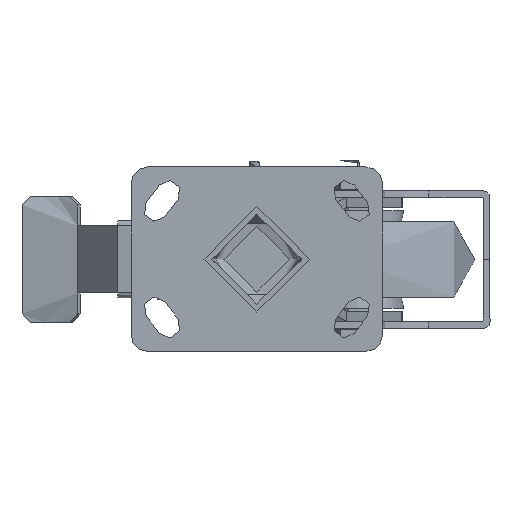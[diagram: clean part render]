
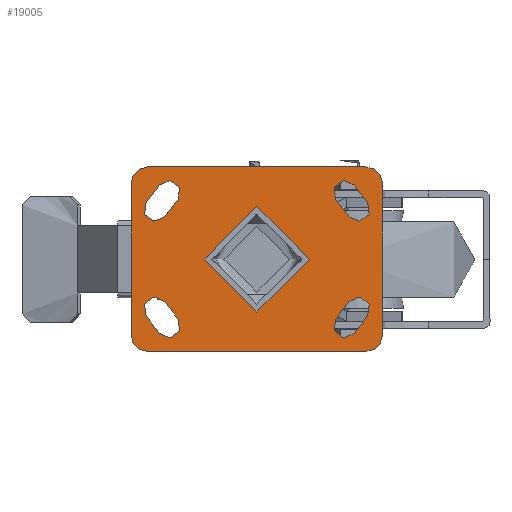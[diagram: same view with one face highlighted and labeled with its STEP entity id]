
A CAD part, top view. The second image highlights one B-rep face of the part: STEP entity #19005.
In plain terms, the highlighted planar face has unit normal (0, 0, 1).
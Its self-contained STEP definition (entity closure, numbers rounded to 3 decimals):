
#1267=FACE_BOUND('',#6780,.T.);
#1268=FACE_BOUND('',#6781,.T.);
#1269=FACE_BOUND('',#6782,.T.);
#1270=FACE_BOUND('',#6783,.T.);
#1271=FACE_BOUND('',#6784,.T.);
#1524=PLANE('',#20672);
#2234=LINE('',#31558,#3502);
#2236=LINE('',#31561,#3504);
#2243=LINE('',#31570,#3511);
#2244=LINE('',#31572,#3512);
#2245=LINE('',#31574,#3513);
#2246=LINE('',#31576,#3514);
#2247=LINE('',#31578,#3515);
#2248=LINE('',#31580,#3516);
#2249=LINE('',#31582,#3517);
#2250=LINE('',#31584,#3518);
#2251=LINE('',#31586,#3519);
#2252=LINE('',#31588,#3520);
#3502=VECTOR('',#23387,1000.);
#3504=VECTOR('',#23391,1000.);
#3511=VECTOR('',#23402,1000.);
#3512=VECTOR('',#23405,1000.);
#3513=VECTOR('',#23408,1000.);
#3514=VECTOR('',#23411,1000.);
#3515=VECTOR('',#23414,1000.);
#3516=VECTOR('',#23417,1000.);
#3517=VECTOR('',#23420,1000.);
#3518=VECTOR('',#23423,1000.);
#3519=VECTOR('',#23426,1000.);
#3520=VECTOR('',#23429,1000.);
#5542=FACE_OUTER_BOUND('',#6779,.T.);
#6779=EDGE_LOOP('',(#14990,#14991,#14992,#14993,#14994,#14995,#14996,#14997));
#6780=EDGE_LOOP('',(#14998));
#6781=EDGE_LOOP('',(#14999,#15000,#15001,#15002));
#6782=EDGE_LOOP('',(#15003,#15004,#15005,#15006));
#6783=EDGE_LOOP('',(#15007,#15008,#15009,#15010));
#6784=EDGE_LOOP('',(#15011,#15012,#15013,#15014));
#7822=CIRCLE('',#20592,7.);
#7825=CIRCLE('',#20596,7.);
#7826=CIRCLE('',#20598,7.);
#7829=CIRCLE('',#20602,7.);
#7830=CIRCLE('',#20604,7.);
#7833=CIRCLE('',#20608,7.);
#7834=CIRCLE('',#20610,7.);
#7837=CIRCLE('',#20614,7.);
#7839=CIRCLE('',#20617,31.5);
#7840=CIRCLE('',#20619,10.);
#7842=CIRCLE('',#20622,10.);
#7844=CIRCLE('',#20625,10.);
#7846=CIRCLE('',#20628,10.);
#8895=VERTEX_POINT('',#31366);
#8896=VERTEX_POINT('',#31367);
#8901=VERTEX_POINT('',#31378);
#8902=VERTEX_POINT('',#31380);
#8903=VERTEX_POINT('',#31384);
#8904=VERTEX_POINT('',#31385);
#8909=VERTEX_POINT('',#31396);
#8910=VERTEX_POINT('',#31398);
#8911=VERTEX_POINT('',#31402);
#8912=VERTEX_POINT('',#31403);
#8917=VERTEX_POINT('',#31414);
#8918=VERTEX_POINT('',#31416);
#8919=VERTEX_POINT('',#31420);
#8920=VERTEX_POINT('',#31421);
#8925=VERTEX_POINT('',#31432);
#8926=VERTEX_POINT('',#31434);
#8928=VERTEX_POINT('',#31440);
#8929=VERTEX_POINT('',#31444);
#8930=VERTEX_POINT('',#31445);
#8933=VERTEX_POINT('',#31453);
#8934=VERTEX_POINT('',#31454);
#8937=VERTEX_POINT('',#31462);
#8938=VERTEX_POINT('',#31463);
#8941=VERTEX_POINT('',#31471);
#8942=VERTEX_POINT('',#31472);
#11042=EDGE_CURVE('',#8895,#8896,#7822,.T.);
#11048=EDGE_CURVE('',#8902,#8901,#7825,.T.);
#11050=EDGE_CURVE('',#8903,#8904,#7826,.T.);
#11056=EDGE_CURVE('',#8910,#8909,#7829,.T.);
#11058=EDGE_CURVE('',#8911,#8912,#7830,.T.);
#11064=EDGE_CURVE('',#8918,#8917,#7833,.T.);
#11066=EDGE_CURVE('',#8919,#8920,#7834,.T.);
#11072=EDGE_CURVE('',#8926,#8925,#7837,.T.);
#11076=EDGE_CURVE('',#8928,#8928,#7839,.T.);
#11077=EDGE_CURVE('',#8929,#8930,#7840,.T.);
#11081=EDGE_CURVE('',#8933,#8934,#7842,.T.);
#11085=EDGE_CURVE('',#8937,#8938,#7844,.T.);
#11089=EDGE_CURVE('',#8941,#8942,#7846,.T.);
#11123=EDGE_CURVE('',#8934,#8937,#2234,.T.);
#11125=EDGE_CURVE('',#8930,#8933,#2236,.T.);
#11132=EDGE_CURVE('',#8942,#8929,#2243,.T.);
#11133=EDGE_CURVE('',#8938,#8941,#2244,.T.);
#11134=EDGE_CURVE('',#8925,#8919,#2245,.T.);
#11135=EDGE_CURVE('',#8920,#8926,#2246,.T.);
#11136=EDGE_CURVE('',#8917,#8911,#2247,.T.);
#11137=EDGE_CURVE('',#8912,#8918,#2248,.T.);
#11138=EDGE_CURVE('',#8909,#8903,#2249,.T.);
#11139=EDGE_CURVE('',#8904,#8910,#2250,.T.);
#11140=EDGE_CURVE('',#8901,#8895,#2251,.T.);
#11141=EDGE_CURVE('',#8896,#8902,#2252,.T.);
#14990=ORIENTED_EDGE('',*,*,#11089,.F.);
#14991=ORIENTED_EDGE('',*,*,#11133,.F.);
#14992=ORIENTED_EDGE('',*,*,#11085,.F.);
#14993=ORIENTED_EDGE('',*,*,#11123,.F.);
#14994=ORIENTED_EDGE('',*,*,#11081,.F.);
#14995=ORIENTED_EDGE('',*,*,#11125,.F.);
#14996=ORIENTED_EDGE('',*,*,#11077,.F.);
#14997=ORIENTED_EDGE('',*,*,#11132,.F.);
#14998=ORIENTED_EDGE('',*,*,#11076,.F.);
#14999=ORIENTED_EDGE('',*,*,#11141,.T.);
#15000=ORIENTED_EDGE('',*,*,#11048,.T.);
#15001=ORIENTED_EDGE('',*,*,#11140,.T.);
#15002=ORIENTED_EDGE('',*,*,#11042,.T.);
#15003=ORIENTED_EDGE('',*,*,#11139,.T.);
#15004=ORIENTED_EDGE('',*,*,#11056,.T.);
#15005=ORIENTED_EDGE('',*,*,#11138,.T.);
#15006=ORIENTED_EDGE('',*,*,#11050,.T.);
#15007=ORIENTED_EDGE('',*,*,#11137,.T.);
#15008=ORIENTED_EDGE('',*,*,#11064,.T.);
#15009=ORIENTED_EDGE('',*,*,#11136,.T.);
#15010=ORIENTED_EDGE('',*,*,#11058,.T.);
#15011=ORIENTED_EDGE('',*,*,#11135,.T.);
#15012=ORIENTED_EDGE('',*,*,#11072,.T.);
#15013=ORIENTED_EDGE('',*,*,#11134,.T.);
#15014=ORIENTED_EDGE('',*,*,#11066,.T.);
#19005=ADVANCED_FACE('',(#5542,#1267,#1268,#1269,#1270,#1271),#1524,.T.);
#20592=AXIS2_PLACEMENT_3D('',#31368,#23215,#23216);
#20596=AXIS2_PLACEMENT_3D('',#31381,#23226,#23227);
#20598=AXIS2_PLACEMENT_3D('',#31386,#23231,#23232);
#20602=AXIS2_PLACEMENT_3D('',#31399,#23242,#23243);
#20604=AXIS2_PLACEMENT_3D('',#31404,#23247,#23248);
#20608=AXIS2_PLACEMENT_3D('',#31417,#23258,#23259);
#20610=AXIS2_PLACEMENT_3D('',#31422,#23263,#23264);
#20614=AXIS2_PLACEMENT_3D('',#31435,#23274,#23275);
#20617=AXIS2_PLACEMENT_3D('',#31442,#23282,#23283);
#20619=AXIS2_PLACEMENT_3D('',#31446,#23286,#23287);
#20622=AXIS2_PLACEMENT_3D('',#31455,#23294,#23295);
#20625=AXIS2_PLACEMENT_3D('',#31464,#23302,#23303);
#20628=AXIS2_PLACEMENT_3D('',#31473,#23310,#23311);
#20672=AXIS2_PLACEMENT_3D('',#31589,#23430,#23431);
#23215=DIRECTION('center_axis',(0.,0.,-1.));
#23216=DIRECTION('ref_axis',(1.,0.,0.));
#23226=DIRECTION('center_axis',(0.,0.,-1.));
#23227=DIRECTION('ref_axis',(1.,0.,0.));
#23231=DIRECTION('center_axis',(0.,0.,-1.));
#23232=DIRECTION('ref_axis',(1.,0.,0.));
#23242=DIRECTION('center_axis',(0.,0.,-1.));
#23243=DIRECTION('ref_axis',(1.,0.,0.));
#23247=DIRECTION('center_axis',(0.,0.,-1.));
#23248=DIRECTION('ref_axis',(-1.,0.,0.));
#23258=DIRECTION('center_axis',(0.,0.,-1.));
#23259=DIRECTION('ref_axis',(-1.,0.,0.));
#23263=DIRECTION('center_axis',(0.,0.,-1.));
#23264=DIRECTION('ref_axis',(-1.,0.,0.));
#23274=DIRECTION('center_axis',(0.,0.,-1.));
#23275=DIRECTION('ref_axis',(-1.,0.,0.));
#23282=DIRECTION('center_axis',(0.,0.,1.));
#23283=DIRECTION('ref_axis',(1.,0.,0.));
#23286=DIRECTION('center_axis',(0.,0.,-1.));
#23287=DIRECTION('ref_axis',(-0.707,0.707,0.));
#23294=DIRECTION('center_axis',(0.,0.,-1.));
#23295=DIRECTION('ref_axis',(0.707,0.707,0.));
#23302=DIRECTION('center_axis',(0.,0.,-1.));
#23303=DIRECTION('ref_axis',(0.707,-0.707,0.));
#23310=DIRECTION('center_axis',(0.,0.,-1.));
#23311=DIRECTION('ref_axis',(-0.707,-0.707,0.));
#23387=DIRECTION('',(0.,-1.,0.));
#23391=DIRECTION('',(1.,0.,0.));
#23402=DIRECTION('',(0.,1.,0.));
#23405=DIRECTION('',(-1.,0.,0.));
#23408=DIRECTION('',(-0.606,-0.795,0.));
#23411=DIRECTION('',(0.606,0.795,0.));
#23414=DIRECTION('',(-0.606,0.795,0.));
#23417=DIRECTION('',(0.606,-0.795,0.));
#23420=DIRECTION('',(0.606,-0.795,0.));
#23423=DIRECTION('',(-0.606,0.795,0.));
#23426=DIRECTION('',(0.606,0.795,0.));
#23429=DIRECTION('',(-0.606,-0.795,0.));
#23430=DIRECTION('center_axis',(0.,0.,1.));
#23431=DIRECTION('ref_axis',(1.,0.,0.));
#31366=CARTESIAN_POINT('',(54.932,-25.258,0.));
#31367=CARTESIAN_POINT('',(66.068,-33.742,0.));
#31368=CARTESIAN_POINT('Origin',(60.5,-29.5,0.));
#31378=CARTESIAN_POINT('',(46.932,-35.758,0.));
#31380=CARTESIAN_POINT('',(58.068,-44.242,0.));
#31381=CARTESIAN_POINT('Origin',(52.5,-40.,0.));
#31384=CARTESIAN_POINT('',(66.068,33.742,0.));
#31385=CARTESIAN_POINT('',(54.932,25.258,0.));
#31386=CARTESIAN_POINT('Origin',(60.5,29.5,0.));
#31396=CARTESIAN_POINT('',(58.068,44.242,0.));
#31398=CARTESIAN_POINT('',(46.932,35.758,0.));
#31399=CARTESIAN_POINT('Origin',(52.5,40.,0.));
#31402=CARTESIAN_POINT('',(-66.068,-33.742,0.));
#31403=CARTESIAN_POINT('',(-54.932,-25.258,0.));
#31404=CARTESIAN_POINT('Origin',(-60.5,-29.5,0.));
#31414=CARTESIAN_POINT('',(-58.068,-44.242,0.));
#31416=CARTESIAN_POINT('',(-46.932,-35.758,0.));
#31417=CARTESIAN_POINT('Origin',(-52.5,-40.,0.));
#31420=CARTESIAN_POINT('',(-54.932,25.258,0.));
#31421=CARTESIAN_POINT('',(-66.068,33.742,0.));
#31422=CARTESIAN_POINT('Origin',(-60.5,29.5,0.));
#31432=CARTESIAN_POINT('',(-46.932,35.758,0.));
#31434=CARTESIAN_POINT('',(-58.068,44.242,0.));
#31435=CARTESIAN_POINT('Origin',(-52.5,40.,0.));
#31440=CARTESIAN_POINT('',(-31.5,0.,0.));
#31442=CARTESIAN_POINT('Origin',(0.,0.,0.));
#31444=CARTESIAN_POINT('',(-75.,45.,0.));
#31445=CARTESIAN_POINT('',(-65.,55.,0.));
#31446=CARTESIAN_POINT('Origin',(-65.,45.,0.));
#31453=CARTESIAN_POINT('',(65.,55.,0.));
#31454=CARTESIAN_POINT('',(75.,45.,0.));
#31455=CARTESIAN_POINT('Origin',(65.,45.,0.));
#31462=CARTESIAN_POINT('',(75.,-45.,0.));
#31463=CARTESIAN_POINT('',(65.,-55.,0.));
#31464=CARTESIAN_POINT('Origin',(65.,-45.,0.));
#31471=CARTESIAN_POINT('',(-65.,-55.,0.));
#31472=CARTESIAN_POINT('',(-75.,-45.,0.));
#31473=CARTESIAN_POINT('Origin',(-65.,-45.,0.));
#31558=CARTESIAN_POINT('',(75.,55.,0.));
#31561=CARTESIAN_POINT('',(-75.,55.,0.));
#31570=CARTESIAN_POINT('',(-75.,-55.,0.));
#31572=CARTESIAN_POINT('',(75.,-55.,0.));
#31574=CARTESIAN_POINT('',(-46.932,35.758,0.));
#31576=CARTESIAN_POINT('',(-58.068,44.242,0.));
#31578=CARTESIAN_POINT('',(-58.068,-44.242,0.));
#31580=CARTESIAN_POINT('',(-46.932,-35.758,0.));
#31582=CARTESIAN_POINT('',(58.068,44.242,0.));
#31584=CARTESIAN_POINT('',(46.932,35.758,0.));
#31586=CARTESIAN_POINT('',(46.932,-35.758,0.));
#31588=CARTESIAN_POINT('',(58.068,-44.242,0.));
#31589=CARTESIAN_POINT('Origin',(0.,0.,0.));
